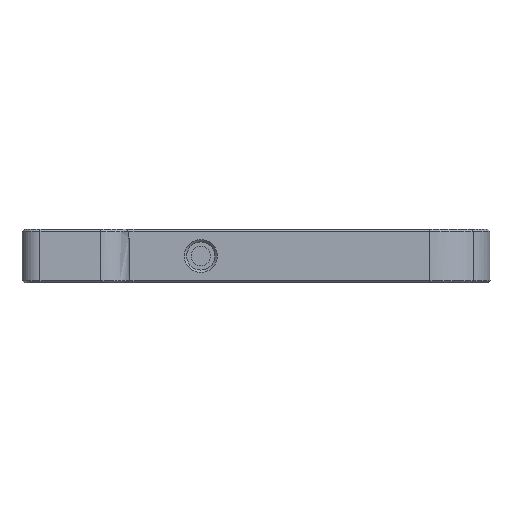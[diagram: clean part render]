
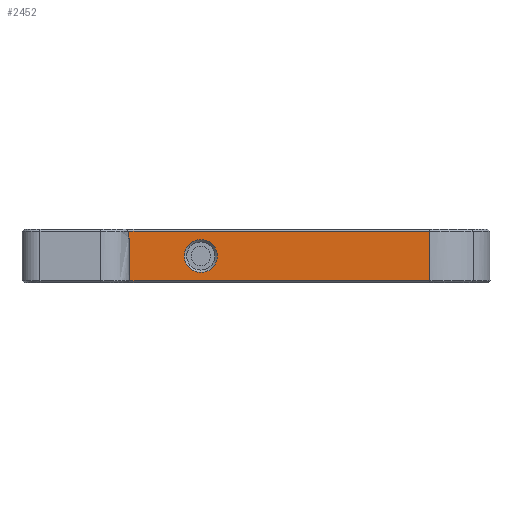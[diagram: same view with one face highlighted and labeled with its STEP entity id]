
A CAD part, left-side view. The second image highlights one B-rep face of the part: STEP entity #2452.
In plain terms, the highlighted planar face has unit normal (-1, 0, 0).
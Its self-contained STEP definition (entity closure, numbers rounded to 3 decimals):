
#40=FACE_BOUND('',#352,.T.);
#101=PLANE('',#2623);
#194=FACE_OUTER_BOUND('',#351,.T.);
#351=EDGE_LOOP('',(#1780,#1781,#1782,#1783));
#352=EDGE_LOOP('',(#1784));
#511=LINE('',#3997,#754);
#546=LINE('',#4404,#789);
#547=LINE('',#4412,#790);
#548=LINE('',#4413,#791);
#754=VECTOR('',#2828,10.);
#789=VECTOR('',#2905,10.);
#790=VECTOR('',#2908,10.);
#791=VECTOR('',#2909,10.);
#1036=CIRCLE('',#2624,2.75);
#1114=VERTEX_POINT('',#3979);
#1116=VERTEX_POINT('',#3993);
#1155=VERTEX_POINT('',#4403);
#1156=VERTEX_POINT('',#4411);
#1157=VERTEX_POINT('',#4414);
#1331=EDGE_CURVE('',#1114,#1116,#511,.T.);
#1389=EDGE_CURVE('',#1116,#1155,#546,.T.);
#1391=EDGE_CURVE('',#1156,#1114,#547,.T.);
#1392=EDGE_CURVE('',#1155,#1156,#548,.T.);
#1393=EDGE_CURVE('',#1157,#1157,#1036,.T.);
#1780=ORIENTED_EDGE('',*,*,#1331,.F.);
#1781=ORIENTED_EDGE('',*,*,#1391,.F.);
#1782=ORIENTED_EDGE('',*,*,#1392,.F.);
#1783=ORIENTED_EDGE('',*,*,#1389,.F.);
#1784=ORIENTED_EDGE('',*,*,#1393,.F.);
#2452=ADVANCED_FACE('',(#194,#40),#101,.F.);
#2623=AXIS2_PLACEMENT_3D('',#4410,#2906,#2907);
#2624=AXIS2_PLACEMENT_3D('',#4415,#2910,#2911);
#2828=DIRECTION('',(0.,1.,0.));
#2905=DIRECTION('',(0.,0.,1.));
#2906=DIRECTION('center_axis',(1.,0.,0.));
#2907=DIRECTION('ref_axis',(0.,-1.,0.));
#2908=DIRECTION('',(0.,0.,-1.));
#2909=DIRECTION('',(0.,-1.,0.));
#2910=DIRECTION('center_axis',(-1.,0.,0.));
#2911=DIRECTION('ref_axis',(0.,-1.,0.));
#3979=CARTESIAN_POINT('',(-5.486,-79.945,6.2));
#3993=CARTESIAN_POINT('',(-5.486,-25.499,6.2));
#3997=CARTESIAN_POINT('',(-5.486,-36.75,6.2));
#4403=CARTESIAN_POINT('',(-5.486,-25.499,14.4));
#4404=CARTESIAN_POINT('',(-5.486,-25.499,6.2));
#4410=CARTESIAN_POINT('Origin',(-5.486,-27.444,14.8));
#4411=CARTESIAN_POINT('',(-5.486,-79.945,14.4));
#4412=CARTESIAN_POINT('',(-5.486,-79.945,6.8));
#4413=CARTESIAN_POINT('',(-5.486,-32.5,14.4));
#4414=CARTESIAN_POINT('',(-5.486,-39.057,10.3));
#4415=CARTESIAN_POINT('Origin',(-5.486,-41.807,10.3));
